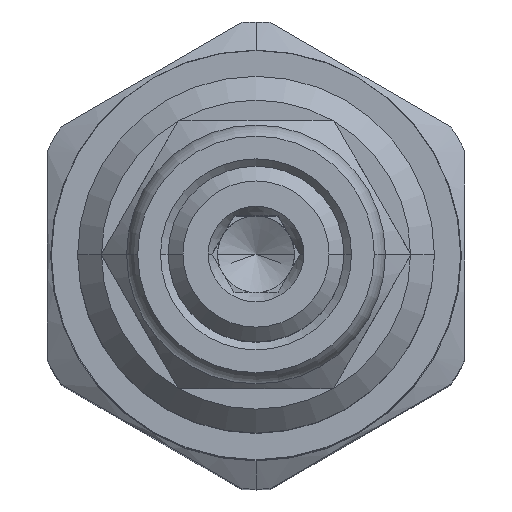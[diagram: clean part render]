
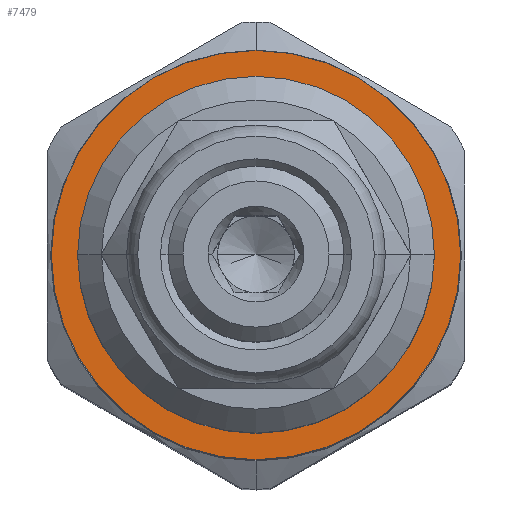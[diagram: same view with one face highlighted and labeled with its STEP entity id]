
A CAD part, top view. The second image highlights one B-rep face of the part: STEP entity #7479.
In plain terms, the highlighted planar face has unit normal (0, 0, 1).
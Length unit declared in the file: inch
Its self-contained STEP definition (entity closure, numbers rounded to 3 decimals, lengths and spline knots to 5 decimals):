
#4313=CARTESIAN_POINT('',(0.,0.,3.48));
#4314=DIRECTION('',(0.,0.,-1.));
#4315=DIRECTION('',(-1.,0.,0.));
#4316=AXIS2_PLACEMENT_3D('',#4313,#4314,#4315);
#4318=CARTESIAN_POINT('',(0.,0.,3.48));
#4319=DIRECTION('',(0.,0.,-1.));
#4320=DIRECTION('',(1.,0.,0.));
#4321=AXIS2_PLACEMENT_3D('',#4318,#4319,#4320);
#4323=CARTESIAN_POINT('',(0.,0.,3.48));
#4324=DIRECTION('',(0.,0.,1.));
#4325=DIRECTION('',(-1.,0.,0.));
#4326=AXIS2_PLACEMENT_3D('',#4323,#4324,#4325);
#4328=CARTESIAN_POINT('',(0.,0.,3.48));
#4329=DIRECTION('',(0.,0.,-1.));
#4330=DIRECTION('',(-1.,0.,0.));
#4331=AXIS2_PLACEMENT_3D('',#4328,#4329,#4330);
#6854=CARTESIAN_POINT('',(-0.3735,0.,3.48));
#6855=CARTESIAN_POINT('',(0.3735,0.,3.48));
#6856=VERTEX_POINT('',#6854);
#6857=VERTEX_POINT('',#6855);
#6858=CARTESIAN_POINT('',(-0.4285,0.,3.48));
#6859=CARTESIAN_POINT('',(0.4285,0.,3.48));
#6860=VERTEX_POINT('',#6858);
#6861=VERTEX_POINT('',#6859);
#7464=CARTESIAN_POINT('',(0.,0.,3.48));
#7465=DIRECTION('',(0.,0.,1.));
#7466=DIRECTION('',(-1.,0.,0.));
#7467=AXIS2_PLACEMENT_3D('',#7464,#7465,#7466);
#7468=PLANE('',#7467);
#7470=ORIENTED_EDGE('',*,*,#7469,.T.);
#7472=ORIENTED_EDGE('',*,*,#7471,.T.);
#7473=EDGE_LOOP('',(#7470,#7472));
#7474=FACE_OUTER_BOUND('',#7473,.F.);
#7475=ORIENTED_EDGE('',*,*,#7458,.T.);
#7476=ORIENTED_EDGE('',*,*,#7444,.F.);
#7477=EDGE_LOOP('',(#7475,#7476));
#7478=FACE_BOUND('',#7477,.F.);
#7479=ADVANCED_FACE('',(#7474,#7478),#7468,.T.);
#4317=CIRCLE('',#4316,0.4285);
#4322=CIRCLE('',#4321,0.4285);
#4327=CIRCLE('',#4326,0.3735);
#4332=CIRCLE('',#4331,0.3735);
#7444=EDGE_CURVE('',#6856,#6857,#4332,.T.);
#7458=EDGE_CURVE('',#6856,#6857,#4327,.T.);
#7469=EDGE_CURVE('',#6860,#6861,#4317,.T.);
#7471=EDGE_CURVE('',#6861,#6860,#4322,.T.);
